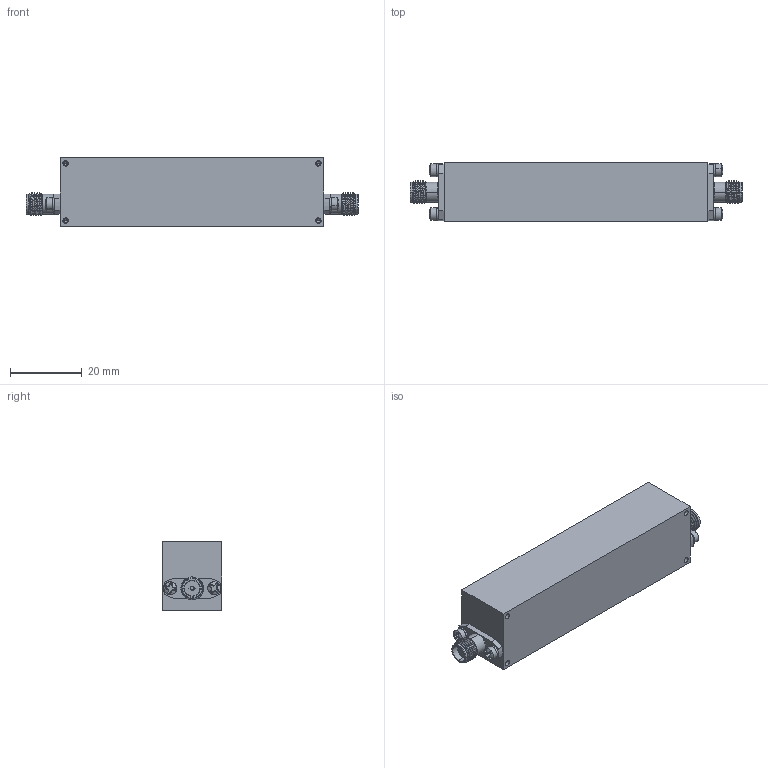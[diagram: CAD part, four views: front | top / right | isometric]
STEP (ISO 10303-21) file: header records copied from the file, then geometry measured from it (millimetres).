
FILE_DESCRIPTION (( 'STEP AP214' ), '1' );
FILE_NAME ('BR60000-100-CD-SS.STEP', '2022-08-19T17:17:42', ( '' ), ( '' ), 'SwSTEP 2.0', 'SolidWorks 2022', '' );
FILE_SCHEMA (( 'AUTOMOTIVE_DESIGN' ));
Length unit declared in the file: inch
Products named in the file (1): BR60000-100-CD-SS
Bounding box: 92.71 x 16.61 x 19.05 mm (x, y, z)
Volume: 23992.3 mm3; surface area: 8952.9 mm2
Topology: 16 solids, 16 shells, 596 faces, 2323 edges, 2001 vertices
Faces by surface type: plane 402, cylinder 106, cone 62, bspline 10, torus 8, sphere 8
Entity records: 42598 total; most frequent: CARTESIAN_POINT 15257, ORIENTED_EDGE 4630, DIRECTION 3083, EDGE_CURVE 2315, VERTEX_POINT 2001, VECTOR 1173, LINE 1173, AXIS2_PLACEMENT_3D 955
